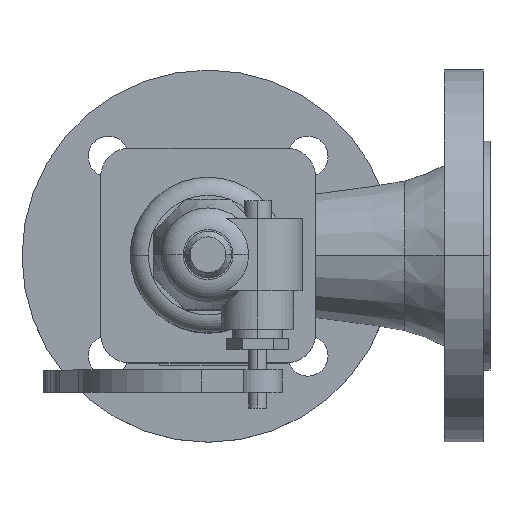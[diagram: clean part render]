
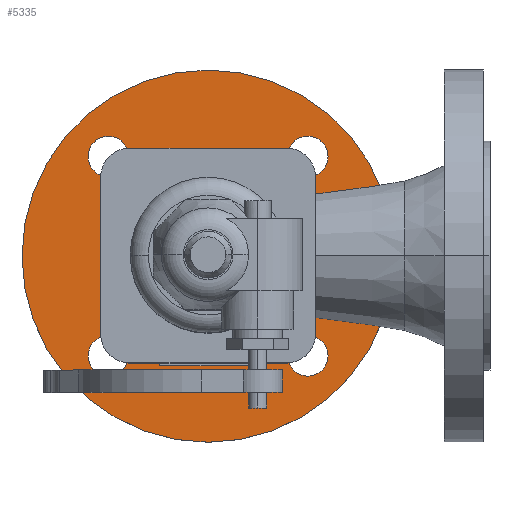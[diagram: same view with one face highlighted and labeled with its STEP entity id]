
A CAD part, top view. The second image highlights one B-rep face of the part: STEP entity #5335.
In plain terms, the highlighted planar face has unit normal (0, 0, 1).
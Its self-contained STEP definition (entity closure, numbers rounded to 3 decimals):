
#1789=CARTESIAN_POINT('',(-82.5,0.,20.3));
#1790=VERTEX_POINT('',#1789);
#1797=CARTESIAN_POINT('',(82.5,-0.,20.3));
#1798=VERTEX_POINT('',#1797);
#1799=CARTESIAN_POINT('',(0.,-0.,20.3));
#1800=DIRECTION('',(-0.,0.,-1.));
#1801=DIRECTION('',(-1.,0.,0.));
#1802=AXIS2_PLACEMENT_3D('',#1799,#1800,#1801);
#1803=CIRCLE('',#1802,82.5);
#1804=EDGE_CURVE('',#1790,#1798,#1803,.T.);
#1831=CARTESIAN_POINT('',(40.,-0.,20.3));
#1832=VERTEX_POINT('',#1831);
#1839=CARTESIAN_POINT('',(-40.,-0.,20.3));
#1840=VERTEX_POINT('',#1839);
#1841=CARTESIAN_POINT('',(0.,-0.,20.3));
#1842=DIRECTION('',(0.,0.,-1.));
#1843=DIRECTION('',(-1.,0.,0.));
#1844=AXIS2_PLACEMENT_3D('',#1841,#1842,#1843);
#1845=CIRCLE('',#1844,40.);
#1846=EDGE_CURVE('',#1840,#1832,#1845,.T.);
#4144=CARTESIAN_POINT('',(53.194,44.194,20.3));
#4145=VERTEX_POINT('',#4144);
#4152=CARTESIAN_POINT('',(35.194,44.194,20.3));
#4153=VERTEX_POINT('',#4152);
#4154=CARTESIAN_POINT('',(44.194,44.194,20.3));
#4155=DIRECTION('',(0.,0.,-1.));
#4156=DIRECTION('',(1.,0.,0.));
#4157=AXIS2_PLACEMENT_3D('',#4154,#4155,#4156);
#4158=CIRCLE('',#4157,9.);
#4159=EDGE_CURVE('',#4153,#4145,#4158,.T.);
#4175=CARTESIAN_POINT('',(35.194,-44.194,20.3));
#4176=VERTEX_POINT('',#4175);
#4177=CARTESIAN_POINT('',(53.194,-44.194,20.3));
#4178=VERTEX_POINT('',#4177);
#4179=CARTESIAN_POINT('',(44.194,-44.194,20.3));
#4180=DIRECTION('',(0.,0.,-1.));
#4181=DIRECTION('',(1.,0.,0.));
#4182=AXIS2_PLACEMENT_3D('',#4179,#4180,#4181);
#4183=CIRCLE('',#4182,9.);
#4184=EDGE_CURVE('',#4176,#4178,#4183,.T.);
#4208=CARTESIAN_POINT('',(-35.194,-44.194,20.3));
#4209=VERTEX_POINT('',#4208);
#4216=CARTESIAN_POINT('',(-53.194,-44.194,20.3));
#4217=VERTEX_POINT('',#4216);
#4218=CARTESIAN_POINT('',(-44.194,-44.194,20.3));
#4219=DIRECTION('',(0.,0.,-1.));
#4220=DIRECTION('',(1.,0.,0.));
#4221=AXIS2_PLACEMENT_3D('',#4218,#4219,#4220);
#4222=CIRCLE('',#4221,9.);
#4223=EDGE_CURVE('',#4217,#4209,#4222,.T.);
#4239=CARTESIAN_POINT('',(-35.194,44.194,20.3));
#4240=VERTEX_POINT('',#4239);
#4241=CARTESIAN_POINT('',(-53.194,44.194,20.3));
#4242=VERTEX_POINT('',#4241);
#4243=CARTESIAN_POINT('',(-44.194,44.194,20.3));
#4244=DIRECTION('',(0.,0.,-1.));
#4245=DIRECTION('',(1.,0.,0.));
#4246=AXIS2_PLACEMENT_3D('',#4243,#4244,#4245);
#4247=CIRCLE('',#4246,9.);
#4248=EDGE_CURVE('',#4240,#4242,#4247,.T.);
#5270=CARTESIAN_POINT('',(-61.25,0.,20.3));
#5271=DIRECTION('',(0.,-0.,1.));
#5272=DIRECTION('',(1.,-0.,-0.));
#5273=AXIS2_PLACEMENT_3D('',#5270,#5271,#5272);
#5274=PLANE('',#5273);
#5275=ORIENTED_EDGE('',*,*,#4248,.T.);
#5276=CARTESIAN_POINT('',(-44.194,44.194,20.3));
#5277=DIRECTION('',(0.,0.,-1.));
#5278=DIRECTION('',(1.,0.,0.));
#5279=AXIS2_PLACEMENT_3D('',#5276,#5277,#5278);
#5280=CIRCLE('',#5279,9.);
#5281=EDGE_CURVE('',#4242,#4240,#5280,.T.);
#5282=ORIENTED_EDGE('',*,*,#5281,.T.);
#5283=EDGE_LOOP('',(#5275,#5282));
#5284=FACE_BOUND('',#5283,.T.);
#5285=CARTESIAN_POINT('',(-44.194,-44.194,20.3));
#5286=DIRECTION('',(0.,0.,-1.));
#5287=DIRECTION('',(1.,0.,0.));
#5288=AXIS2_PLACEMENT_3D('',#5285,#5286,#5287);
#5289=CIRCLE('',#5288,9.);
#5290=EDGE_CURVE('',#4209,#4217,#5289,.T.);
#5291=ORIENTED_EDGE('',*,*,#5290,.T.);
#5292=ORIENTED_EDGE('',*,*,#4223,.T.);
#5293=EDGE_LOOP('',(#5291,#5292));
#5294=FACE_BOUND('',#5293,.T.);
#5295=ORIENTED_EDGE('',*,*,#4184,.T.);
#5296=CARTESIAN_POINT('',(44.194,-44.194,20.3));
#5297=DIRECTION('',(0.,0.,-1.));
#5298=DIRECTION('',(1.,0.,0.));
#5299=AXIS2_PLACEMENT_3D('',#5296,#5297,#5298);
#5300=CIRCLE('',#5299,9.);
#5301=EDGE_CURVE('',#4178,#4176,#5300,.T.);
#5302=ORIENTED_EDGE('',*,*,#5301,.T.);
#5303=EDGE_LOOP('',(#5295,#5302));
#5304=FACE_BOUND('',#5303,.T.);
#5305=CARTESIAN_POINT('',(44.194,44.194,20.3));
#5306=DIRECTION('',(0.,0.,-1.));
#5307=DIRECTION('',(1.,0.,0.));
#5308=AXIS2_PLACEMENT_3D('',#5305,#5306,#5307);
#5309=CIRCLE('',#5308,9.);
#5310=EDGE_CURVE('',#4145,#4153,#5309,.T.);
#5311=ORIENTED_EDGE('',*,*,#5310,.T.);
#5312=ORIENTED_EDGE('',*,*,#4159,.T.);
#5313=EDGE_LOOP('',(#5311,#5312));
#5314=FACE_BOUND('',#5313,.T.);
#5315=ORIENTED_EDGE('',*,*,#1846,.T.);
#5316=CARTESIAN_POINT('',(0.,-0.,20.3));
#5317=DIRECTION('',(0.,0.,-1.));
#5318=DIRECTION('',(-1.,0.,0.));
#5319=AXIS2_PLACEMENT_3D('',#5316,#5317,#5318);
#5320=CIRCLE('',#5319,40.);
#5321=EDGE_CURVE('',#1832,#1840,#5320,.T.);
#5322=ORIENTED_EDGE('',*,*,#5321,.T.);
#5323=EDGE_LOOP('',(#5315,#5322));
#5324=FACE_BOUND('',#5323,.T.);
#5325=CARTESIAN_POINT('',(0.,-0.,20.3));
#5326=DIRECTION('',(-0.,0.,-1.));
#5327=DIRECTION('',(-1.,0.,0.));
#5328=AXIS2_PLACEMENT_3D('',#5325,#5326,#5327);
#5329=CIRCLE('',#5328,82.5);
#5330=EDGE_CURVE('',#1798,#1790,#5329,.T.);
#5331=ORIENTED_EDGE('',*,*,#5330,.F.);
#5332=ORIENTED_EDGE('',*,*,#1804,.F.);
#5333=EDGE_LOOP('',(#5331,#5332));
#5334=FACE_BOUND('',#5333,.T.);
#5335=ADVANCED_FACE('',(#5284,#5294,#5304,#5314,#5324,#5334),#5274,.T.);
